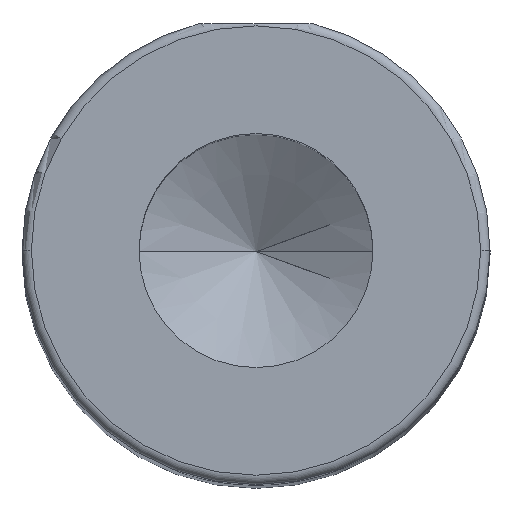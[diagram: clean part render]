
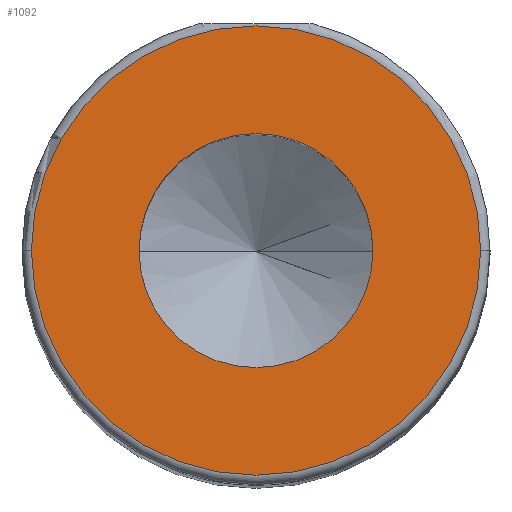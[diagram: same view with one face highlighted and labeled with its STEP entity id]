
A CAD part, top view. The second image highlights one B-rep face of the part: STEP entity #1092.
In plain terms, the highlighted planar face has unit normal (0, 0, 1).
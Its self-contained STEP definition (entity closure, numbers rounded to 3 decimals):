
#11 = EDGE_CURVE ( 'NONE', #262, #255, #781, .T. ) ;
#41 = AXIS2_PLACEMENT_3D ( 'NONE', #1252, #1168, #1161 ) ;
#68 = AXIS2_PLACEMENT_3D ( 'NONE', #175, #865, #284 ) ;
#77 = DIRECTION ( 'NONE',  ( 0., 0., 1. ) ) ;
#118 = ORIENTED_EDGE ( 'NONE', *, *, #1209, .T. ) ;
#175 = CARTESIAN_POINT ( 'NONE',  ( 0., 0., 25. ) ) ;
#224 = AXIS2_PLACEMENT_3D ( 'NONE', #1057, #489, #1140 ) ;
#232 = ORIENTED_EDGE ( 'NONE', *, *, #288, .T. ) ;
#255 = VERTEX_POINT ( 'NONE', #1226 ) ;
#262 = VERTEX_POINT ( 'NONE', #954 ) ;
#280 = EDGE_CURVE ( 'NONE', #255, #262, #503, .T. ) ;
#284 = DIRECTION ( 'NONE',  ( 1., 0., 0. ) ) ;
#288 = EDGE_CURVE ( 'NONE', #1005, #834, #973, .T. ) ;
#333 = CARTESIAN_POINT ( 'NONE',  ( 4.8, 0., 25. ) ) ;
#408 = EDGE_LOOP ( 'NONE', ( #833, #596 ) ) ;
#489 = DIRECTION ( 'NONE',  ( 0., 0., 1. ) ) ;
#503 = CIRCLE ( 'NONE', #68, 2.5 ) ;
#579 = DIRECTION ( 'NONE',  ( 0., 0., 1. ) ) ;
#596 = ORIENTED_EDGE ( 'NONE', *, *, #11, .F. ) ;
#692 = CARTESIAN_POINT ( 'NONE',  ( 0., 0., 25. ) ) ;
#707 = AXIS2_PLACEMENT_3D ( 'NONE', #948, #579, #1224 ) ;
#765 = EDGE_LOOP ( 'NONE', ( #118, #232 ) ) ;
#778 = AXIS2_PLACEMENT_3D ( 'NONE', #692, #77, #786 ) ;
#781 = CIRCLE ( 'NONE', #41, 2.5 ) ;
#786 = DIRECTION ( 'NONE',  ( 1., 0., 0. ) ) ;
#801 = FACE_OUTER_BOUND ( 'NONE', #765, .T. ) ;
#833 = ORIENTED_EDGE ( 'NONE', *, *, #280, .F. ) ;
#834 = VERTEX_POINT ( 'NONE', #333 ) ;
#865 = DIRECTION ( 'NONE',  ( 0., 0., 1. ) ) ;
#948 = CARTESIAN_POINT ( 'NONE',  ( 0., 0., 25. ) ) ;
#954 = CARTESIAN_POINT ( 'NONE',  ( -2.5, 0., 25. ) ) ;
#973 = CIRCLE ( 'NONE', #224, 4.8 ) ;
#1005 = VERTEX_POINT ( 'NONE', #1105 ) ;
#1057 = CARTESIAN_POINT ( 'NONE',  ( 0., 0., 25. ) ) ;
#1092 = ADVANCED_FACE ( 'NONE', ( #1258, #801 ), #1128, .T. ) ;
#1105 = CARTESIAN_POINT ( 'NONE',  ( -4.8, 0., 25. ) ) ;
#1128 = PLANE ( 'NONE',  #707 ) ;
#1140 = DIRECTION ( 'NONE',  ( 1., 0., 0. ) ) ;
#1161 = DIRECTION ( 'NONE',  ( 1., 0., 0. ) ) ;
#1168 = DIRECTION ( 'NONE',  ( 0., 0., 1. ) ) ;
#1209 = EDGE_CURVE ( 'NONE', #834, #1005, #1230, .T. ) ;
#1224 = DIRECTION ( 'NONE',  ( 1., 0., 0. ) ) ;
#1226 = CARTESIAN_POINT ( 'NONE',  ( 2.5, 0., 25. ) ) ;
#1230 = CIRCLE ( 'NONE', #778, 4.8 ) ;
#1252 = CARTESIAN_POINT ( 'NONE',  ( 0., 0., 25. ) ) ;
#1258 = FACE_BOUND ( 'NONE', #408, .T. ) ;
